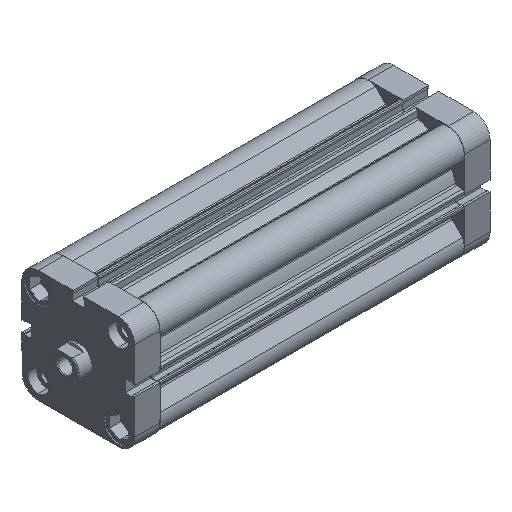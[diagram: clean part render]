
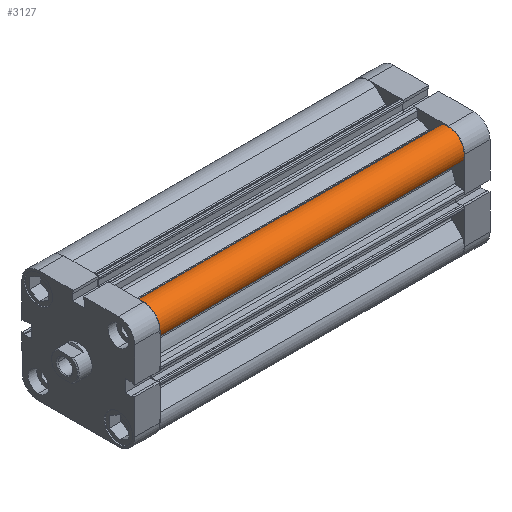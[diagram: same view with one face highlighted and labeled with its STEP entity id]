
A CAD part, isometric view. The second image highlights one B-rep face of the part: STEP entity #3127.
In plain terms, the highlighted cylindrical face has radius 9.25 mm (diameter 18.5 mm), a partial arc.
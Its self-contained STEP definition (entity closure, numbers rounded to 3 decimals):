
#751 = ORIENTED_EDGE ( 'NONE', *, *, #9405, .T. ) ;
#752 = ORIENTED_EDGE ( 'NONE', *, *, #9436, .F. ) ;
#753 = ORIENTED_EDGE ( 'NONE', *, *, #9412, .F. ) ;
#754 = ORIENTED_EDGE ( 'NONE', *, *, #9340, .T. ) ;
#3011 = VERTEX_POINT ( 'NONE', #8318 ) ;
#3024 = VERTEX_POINT ( 'NONE', #8328 ) ;
#3127 = ADVANCED_FACE ( 'NONE', ( #4169 ), #4168, .T. ) ;
#3285 = EDGE_LOOP ( 'NONE', ( #754, #753, #752, #751 ) ) ;
#4168 = CYLINDRICAL_SURFACE ( 'NONE', #4731, 9.25 ) ;
#4169 = FACE_OUTER_BOUND ( 'NONE', #3285, .T. ) ;
#4731 = AXIS2_PLACEMENT_3D ( 'NONE', #8502, #8494, #8497 ) ;
#5134 = AXIS2_PLACEMENT_3D ( 'NONE', #6461, #6472, #6473 ) ;
#5160 = AXIS2_PLACEMENT_3D ( 'NONE', #6680, #6690, #6691 ) ;
#5901 = CARTESIAN_POINT ( 'NONE',  ( 31.559, -19.184, 0. ) ) ;
#5902 = CARTESIAN_POINT ( 'NONE',  ( 19.184, -31.559, 0. ) ) ;
#6461 = CARTESIAN_POINT ( 'NONE',  ( 23.25, -23.25, 0. ) ) ;
#6472 = DIRECTION ( 'NONE',  ( 0., 0., 1. ) ) ;
#6473 = DIRECTION ( 'NONE',  ( -1., 0., 0. ) ) ;
#6617 = CARTESIAN_POINT ( 'NONE',  ( 19.184, -31.559, 177. ) ) ;
#6618 = DIRECTION ( 'NONE',  ( 0., 0., -1. ) ) ;
#6629 = CARTESIAN_POINT ( 'NONE',  ( 31.559, -19.184, 177. ) ) ;
#6632 = DIRECTION ( 'NONE',  ( 0., 0., -1. ) ) ;
#6680 = CARTESIAN_POINT ( 'NONE',  ( 23.25, -23.25, 177. ) ) ;
#6690 = DIRECTION ( 'NONE',  ( 0., 0., 1. ) ) ;
#6691 = DIRECTION ( 'NONE',  ( -1., 0., 0. ) ) ;
#7011 = CIRCLE ( 'NONE', #5134, 9.25 ) ;
#7120 = LINE ( 'NONE', #6629, #7139 ) ;
#7125 = LINE ( 'NONE', #6617, #7126 ) ;
#7126 = VECTOR ( 'NONE', #6618, 1000. ) ;
#7139 = VECTOR ( 'NONE', #6632, 1000. ) ;
#7178 = CIRCLE ( 'NONE', #5160, 9.25 ) ;
#7917 = VERTEX_POINT ( 'NONE', #5901 ) ;
#7918 = VERTEX_POINT ( 'NONE', #5902 ) ;
#8318 = CARTESIAN_POINT ( 'NONE',  ( 31.559, -19.184, 177. ) ) ;
#8328 = CARTESIAN_POINT ( 'NONE',  ( 19.184, -31.559, 177. ) ) ;
#8494 = DIRECTION ( 'NONE',  ( 0., 0., -1. ) ) ;
#8497 = DIRECTION ( 'NONE',  ( -1., 0., 0. ) ) ;
#8502 = CARTESIAN_POINT ( 'NONE',  ( 23.25, -23.25, 177. ) ) ;
#9340 = EDGE_CURVE ( 'NONE', #7918, #7917, #7011, .T. ) ;
#9405 = EDGE_CURVE ( 'NONE', #3024, #7918, #7125, .T. ) ;
#9412 = EDGE_CURVE ( 'NONE', #3011, #7917, #7120, .T. ) ;
#9436 = EDGE_CURVE ( 'NONE', #3024, #3011, #7178, .T. ) ;
